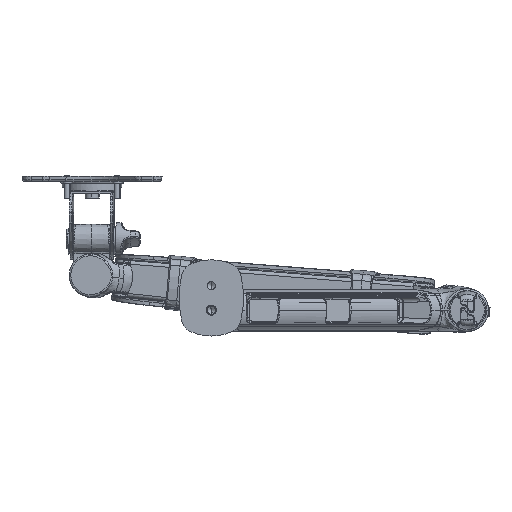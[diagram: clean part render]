
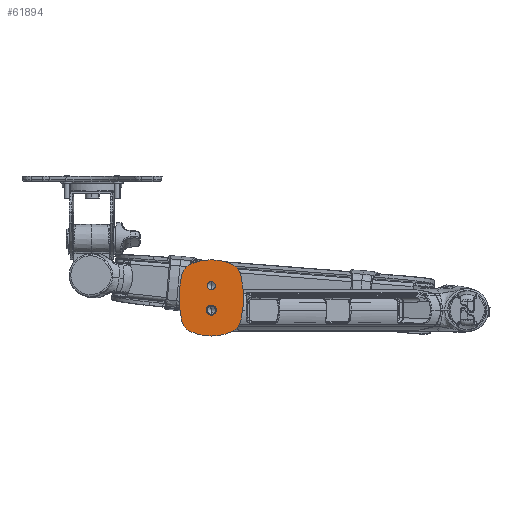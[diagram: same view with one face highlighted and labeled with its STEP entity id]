
A CAD part, front view. The second image highlights one B-rep face of the part: STEP entity #61894.
In plain terms, the highlighted planar face has unit normal (0, -1, 0).
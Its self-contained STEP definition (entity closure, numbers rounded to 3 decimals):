
#65 = EDGE_LOOP ( 'NONE', ( #136861, #137867 ) ) ;
#240 = CARTESIAN_POINT ( 'NONE',  ( -16.747, 0., 27.793 ) ) ;
#1027 = CIRCLE ( 'NONE', #75319, 13. ) ;
#1044 = VERTEX_POINT ( 'NONE', #5127 ) ;
#2309 = DIRECTION ( 'NONE',  ( 0., 0., -1. ) ) ;
#3554 = CARTESIAN_POINT ( 'NONE',  ( 11.563, 0., -15.872 ) ) ;
#4176 = DIRECTION ( 'NONE',  ( 0., 1., 0. ) ) ;
#5127 = CARTESIAN_POINT ( 'NONE',  ( 0., 0., 6.6 ) ) ;
#5277 = VERTEX_POINT ( 'NONE', #47661 ) ;
#5581 = EDGE_CURVE ( 'NONE', #142671, #113942, #123223, .T. ) ;
#6472 = EDGE_CURVE ( 'NONE', #1044, #119153, #22347, .T. ) ;
#6530 = DIRECTION ( 'NONE',  ( 0., 1., 0. ) ) ;
#6941 = DIRECTION ( 'NONE',  ( 0., 1., 0. ) ) ;
#7174 = EDGE_CURVE ( 'NONE', #49255, #157863, #107551, .T. ) ;
#7716 = EDGE_CURVE ( 'NONE', #13046, #5277, #155993, .T. ) ;
#9288 = AXIS2_PLACEMENT_3D ( 'NONE', #107425, #9320, #146464 ) ;
#9320 = DIRECTION ( 'NONE',  ( 0., 1., 0. ) ) ;
#11692 = AXIS2_PLACEMENT_3D ( 'NONE', #81953, #131250, #20719 ) ;
#13046 = VERTEX_POINT ( 'NONE', #119793 ) ;
#14013 = VERTEX_POINT ( 'NONE', #14338 ) ;
#14338 = CARTESIAN_POINT ( 'NONE',  ( 24.182, 0., -18.998 ) ) ;
#16364 = CIRCLE ( 'NONE', #96046, 42. ) ;
#16768 = ORIENTED_EDGE ( 'NONE', *, *, #135118, .T. ) ;
#18849 = EDGE_LOOP ( 'NONE', ( #84903, #20958, #76555, #108720, #113064, #113192, #70120, #117848, #28039, #87793 ) ) ;
#20018 = AXIS2_PLACEMENT_3D ( 'NONE', #72828, #37579, #73888 ) ;
#20389 = CARTESIAN_POINT ( 'NONE',  ( -11.563, 0., 15.872 ) ) ;
#20719 = DIRECTION ( 'NONE',  ( 0., 0., 1. ) ) ;
#20958 = ORIENTED_EDGE ( 'NONE', *, *, #156004, .F. ) ;
#21697 = DIRECTION ( 'NONE',  ( 0., 0., 1. ) ) ;
#22347 = CIRCLE ( 'NONE', #61404, 3.4 ) ;
#23767 = FACE_BOUND ( 'NONE', #65, .T. ) ;
#24341 = CIRCLE ( 'NONE', #11692, 13. ) ;
#28039 = ORIENTED_EDGE ( 'NONE', *, *, #142937, .F. ) ;
#32831 = DIRECTION ( 'NONE',  ( 0., 0., -1. ) ) ;
#34350 = VERTEX_POINT ( 'NONE', #57665 ) ;
#35916 = EDGE_CURVE ( 'NONE', #113942, #49255, #127623, .T. ) ;
#37579 = DIRECTION ( 'NONE',  ( 0., 1., 0. ) ) ;
#43879 = DIRECTION ( 'NONE',  ( 0., 0., 1. ) ) ;
#47661 = CARTESIAN_POINT ( 'NONE',  ( 0., 0., -5.85 ) ) ;
#47930 = DIRECTION ( 'NONE',  ( 0., 1., 0. ) ) ;
#49255 = VERTEX_POINT ( 'NONE', #76551 ) ;
#49947 = AXIS2_PLACEMENT_3D ( 'NONE', #3554, #128160, #54047 ) ;
#54047 = DIRECTION ( 'NONE',  ( 0., 0., 1. ) ) ;
#54349 = CARTESIAN_POINT ( 'NONE',  ( 16.747, 0., 27.793 ) ) ;
#54969 = CIRCLE ( 'NONE', #20018, 42. ) ;
#55407 = CARTESIAN_POINT ( 'NONE',  ( 0., 0., -31.277 ) ) ;
#57516 = CARTESIAN_POINT ( 'NONE',  ( 0., 0., 10. ) ) ;
#57665 = CARTESIAN_POINT ( 'NONE',  ( -24.182, 0., -18.998 ) ) ;
#58209 = EDGE_CURVE ( 'NONE', #14013, #153739, #148491, .T. ) ;
#58577 = VERTEX_POINT ( 'NONE', #155641 ) ;
#59032 = DIRECTION ( 'NONE',  ( 0., 1., 0. ) ) ;
#59195 = CARTESIAN_POINT ( 'NONE',  ( 0., 0., -10.723 ) ) ;
#59280 = EDGE_CURVE ( 'NONE', #34350, #142671, #146355, .T. ) ;
#59724 = DIRECTION ( 'NONE',  ( 0., 1., 0. ) ) ;
#60766 = DIRECTION ( 'NONE',  ( 0., 0., 1. ) ) ;
#61404 = AXIS2_PLACEMENT_3D ( 'NONE', #57516, #131140, #69383 ) ;
#61894 = ADVANCED_FACE ( 'NONE', ( #116893, #146012, #23767 ), #76187, .F. ) ;
#62160 = DIRECTION ( 'NONE',  ( 0., 0., 1. ) ) ;
#62692 = ORIENTED_EDGE ( 'NONE', *, *, #7716, .T. ) ;
#69383 = DIRECTION ( 'NONE',  ( 0., 0., 1. ) ) ;
#70120 = ORIENTED_EDGE ( 'NONE', *, *, #59280, .F. ) ;
#72828 = CARTESIAN_POINT ( 'NONE',  ( 0., 0., 10.723 ) ) ;
#73871 = AXIS2_PLACEMENT_3D ( 'NONE', #96807, #108746, #159179 ) ;
#73888 = DIRECTION ( 'NONE',  ( 0., 0., -1. ) ) ;
#73929 = AXIS2_PLACEMENT_3D ( 'NONE', #140214, #4176, #127715 ) ;
#75319 = AXIS2_PLACEMENT_3D ( 'NONE', #140876, #6941, #43879 ) ;
#75511 = DIRECTION ( 'NONE',  ( 0., 1., 0. ) ) ;
#76187 = PLANE ( 'NONE',  #145801 ) ;
#76551 = CARTESIAN_POINT ( 'NONE',  ( 0., 0., 31.277 ) ) ;
#76555 = ORIENTED_EDGE ( 'NONE', *, *, #100156, .F. ) ;
#78628 = EDGE_CURVE ( 'NONE', #119153, #1044, #109947, .T. ) ;
#80570 = AXIS2_PLACEMENT_3D ( 'NONE', #129559, #6530, #21697 ) ;
#81953 = CARTESIAN_POINT ( 'NONE',  ( 11.563, 0., 15.872 ) ) ;
#84903 = ORIENTED_EDGE ( 'NONE', *, *, #58209, .F. ) ;
#85102 = AXIS2_PLACEMENT_3D ( 'NONE', #20389, #107031, #32831 ) ;
#86814 = VERTEX_POINT ( 'NONE', #55407 ) ;
#87697 = CIRCLE ( 'NONE', #80570, 79. ) ;
#87793 = ORIENTED_EDGE ( 'NONE', *, *, #90797, .F. ) ;
#90797 = EDGE_CURVE ( 'NONE', #153739, #86814, #16364, .T. ) ;
#94019 = CARTESIAN_POINT ( 'NONE',  ( -16.747, 0., -27.793 ) ) ;
#96046 = AXIS2_PLACEMENT_3D ( 'NONE', #113417, #75511, #2309 ) ;
#96409 = EDGE_LOOP ( 'NONE', ( #16768, #62692 ) ) ;
#96807 = CARTESIAN_POINT ( 'NONE',  ( 52.5, 0., 0. ) ) ;
#100156 = EDGE_CURVE ( 'NONE', #157863, #58577, #24341, .T. ) ;
#102208 = VERTEX_POINT ( 'NONE', #94019 ) ;
#107031 = DIRECTION ( 'NONE',  ( 0., 1., 0. ) ) ;
#107425 = CARTESIAN_POINT ( 'NONE',  ( 0., 0., 10. ) ) ;
#107551 = CIRCLE ( 'NONE', #123750, 42. ) ;
#108720 = ORIENTED_EDGE ( 'NONE', *, *, #7174, .F. ) ;
#108746 = DIRECTION ( 'NONE',  ( 0., 1., 0. ) ) ;
#109947 = CIRCLE ( 'NONE', #9288, 3.4 ) ;
#110369 = AXIS2_PLACEMENT_3D ( 'NONE', #59195, #59724, #60766 ) ;
#111405 = CARTESIAN_POINT ( 'NONE',  ( 5.782, 0., -2.574 ) ) ;
#113064 = ORIENTED_EDGE ( 'NONE', *, *, #35916, .F. ) ;
#113192 = ORIENTED_EDGE ( 'NONE', *, *, #5581, .F. ) ;
#113417 = CARTESIAN_POINT ( 'NONE',  ( 0., 0., 10.723 ) ) ;
#113942 = VERTEX_POINT ( 'NONE', #240 ) ;
#116893 = FACE_BOUND ( 'NONE', #96409, .T. ) ;
#117848 = ORIENTED_EDGE ( 'NONE', *, *, #123626, .F. ) ;
#118993 = AXIS2_PLACEMENT_3D ( 'NONE', #133185, #59032, #145665 ) ;
#119153 = VERTEX_POINT ( 'NONE', #123959 ) ;
#119793 = CARTESIAN_POINT ( 'NONE',  ( 0., 0., -14.15 ) ) ;
#123223 = CIRCLE ( 'NONE', #85102, 13. ) ;
#123626 = EDGE_CURVE ( 'NONE', #102208, #34350, #1027, .T. ) ;
#123750 = AXIS2_PLACEMENT_3D ( 'NONE', #145978, #47930, #134567 ) ;
#123959 = CARTESIAN_POINT ( 'NONE',  ( 0., 0., 13.4 ) ) ;
#127623 = CIRCLE ( 'NONE', #110369, 42. ) ;
#127715 = DIRECTION ( 'NONE',  ( 0., 0., 1. ) ) ;
#128160 = DIRECTION ( 'NONE',  ( 0., 1., 0. ) ) ;
#129559 = CARTESIAN_POINT ( 'NONE',  ( -52.5, 0., 0. ) ) ;
#131140 = DIRECTION ( 'NONE',  ( 0., 1., 0. ) ) ;
#131250 = DIRECTION ( 'NONE',  ( 0., 1., 0. ) ) ;
#133185 = CARTESIAN_POINT ( 'NONE',  ( 0., 0., -10. ) ) ;
#134567 = DIRECTION ( 'NONE',  ( 0., 0., 1. ) ) ;
#135118 = EDGE_CURVE ( 'NONE', #5277, #13046, #158990, .T. ) ;
#136354 = DIRECTION ( 'NONE',  ( 0., 1., 0. ) ) ;
#136861 = ORIENTED_EDGE ( 'NONE', *, *, #6472, .T. ) ;
#137867 = ORIENTED_EDGE ( 'NONE', *, *, #78628, .T. ) ;
#140214 = CARTESIAN_POINT ( 'NONE',  ( 0., 0., -10. ) ) ;
#140876 = CARTESIAN_POINT ( 'NONE',  ( -11.563, 0., -15.872 ) ) ;
#142671 = VERTEX_POINT ( 'NONE', #160221 ) ;
#142937 = EDGE_CURVE ( 'NONE', #86814, #102208, #54969, .T. ) ;
#144872 = CARTESIAN_POINT ( 'NONE',  ( 16.747, 0., -27.793 ) ) ;
#145665 = DIRECTION ( 'NONE',  ( 0., 0., 1. ) ) ;
#145801 = AXIS2_PLACEMENT_3D ( 'NONE', #111405, #136354, #62160 ) ;
#145978 = CARTESIAN_POINT ( 'NONE',  ( 0., 0., -10.723 ) ) ;
#146012 = FACE_OUTER_BOUND ( 'NONE', #18849, .T. ) ;
#146355 = CIRCLE ( 'NONE', #73871, 79. ) ;
#146464 = DIRECTION ( 'NONE',  ( 0., 0., 1. ) ) ;
#148491 = CIRCLE ( 'NONE', #49947, 13. ) ;
#153739 = VERTEX_POINT ( 'NONE', #144872 ) ;
#155641 = CARTESIAN_POINT ( 'NONE',  ( 24.182, 0., 18.998 ) ) ;
#155993 = CIRCLE ( 'NONE', #73929, 4.15 ) ;
#156004 = EDGE_CURVE ( 'NONE', #58577, #14013, #87697, .T. ) ;
#157863 = VERTEX_POINT ( 'NONE', #54349 ) ;
#158990 = CIRCLE ( 'NONE', #118993, 4.15 ) ;
#159179 = DIRECTION ( 'NONE',  ( 0., 0., 1. ) ) ;
#160221 = CARTESIAN_POINT ( 'NONE',  ( -24.182, 0., 18.998 ) ) ;
